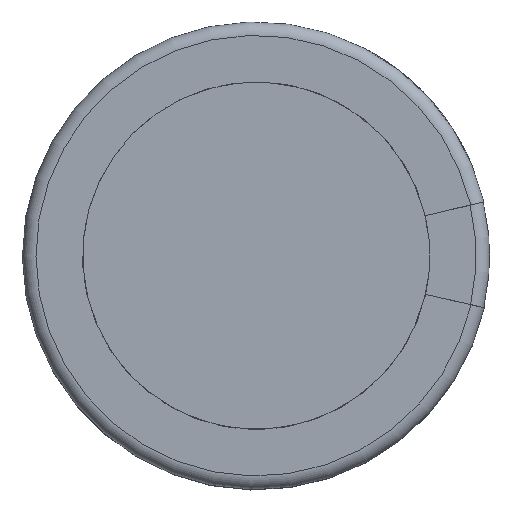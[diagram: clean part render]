
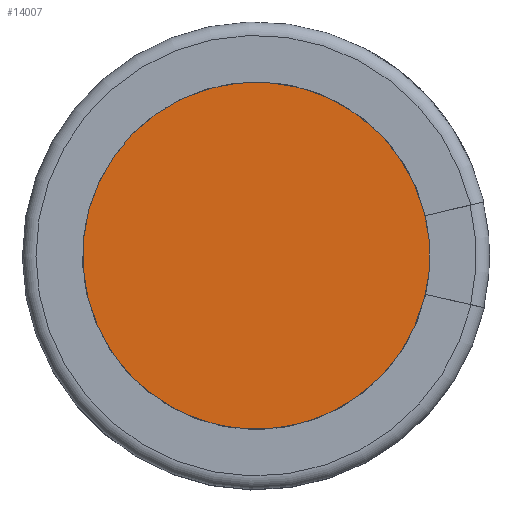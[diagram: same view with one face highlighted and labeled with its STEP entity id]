
A CAD part, top view. The second image highlights one B-rep face of the part: STEP entity #14007.
In plain terms, the highlighted face is planar.
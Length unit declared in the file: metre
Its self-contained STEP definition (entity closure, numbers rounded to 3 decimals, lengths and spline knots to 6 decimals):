
#618=CIRCLE('',#14772,0.016432);
#1754=ORIENTED_EDGE('',*,*,#4437,.F.);
#4437=EDGE_CURVE('',#5768,#5768,#618,.T.);
#5768=VERTEX_POINT('',#20434);
#8018=EDGE_LOOP('',(#1754));
#8728=FACE_BOUND('',#8018,.T.);
#9320=PLANE('',#14771);
#14007=ADVANCED_FACE('',(#8728),#9320,.F.);
#14771=AXIS2_PLACEMENT_3D('',#20432,#16389,#16390);
#14772=AXIS2_PLACEMENT_3D('',#20433,#16391,#16392);
#16389=DIRECTION('',(0.,-1.,0.));
#16390=DIRECTION('',(0.,0.,-1.));
#16391=DIRECTION('',(0.,-1.,0.));
#16392=DIRECTION('',(0.,0.,-1.));
#20432=CARTESIAN_POINT('',(0.,0.02378,0.));
#20433=CARTESIAN_POINT('',(0.,0.02378,0.));
#20434=CARTESIAN_POINT('',(0.,0.02378,-0.016432));
